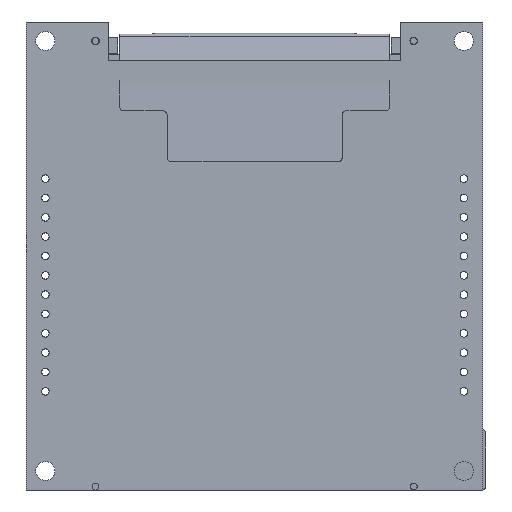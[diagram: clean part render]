
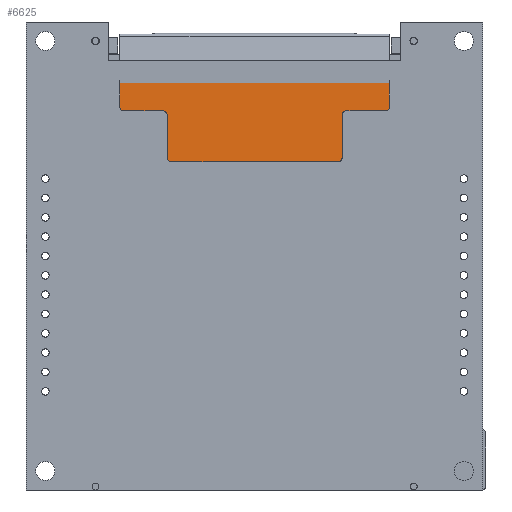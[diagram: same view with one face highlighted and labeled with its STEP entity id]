
A CAD part, front view. The second image highlights one B-rep face of the part: STEP entity #6625.
In plain terms, the highlighted planar face has unit normal (0, -0.999, 0.052).
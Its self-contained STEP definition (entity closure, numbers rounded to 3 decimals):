
#6008=DIRECTION('',(0.,-0.052,-0.999));
#6009=VECTOR('',#6008,4.93);
#6010=CARTESIAN_POINT('',(-17.71,-0.907,25.503));
#6011=LINE('',#6010,#6009);
#6012=CARTESIAN_POINT('',(17.21,-1.191,20.08));
#6013=CARTESIAN_POINT('',(17.377,-1.191,20.08));
#6014=CARTESIAN_POINT('',(17.584,-1.184,20.206));
#6015=CARTESIAN_POINT('',(17.71,-1.173,20.413));
#6016=CARTESIAN_POINT('',(17.71,-1.165,20.58));
#6018=DIRECTION('',(-1.,0.,0.));
#6019=VECTOR('',#6018,5.21);
#6020=CARTESIAN_POINT('',(17.21,-1.191,20.08));
#6021=LINE('',#6020,#6019);
#6022=DIRECTION('',(0.,0.052,0.999));
#6023=VECTOR('',#6022,5.668);
#6024=CARTESIAN_POINT('',(11.5,-1.514,13.92));
#6025=LINE('',#6024,#6023);
#6026=CARTESIAN_POINT('',(11.,-1.54,13.42));
#6027=CARTESIAN_POINT('',(11.167,-1.54,13.42));
#6028=CARTESIAN_POINT('',(11.374,-1.533,13.546));
#6029=CARTESIAN_POINT('',(11.5,-1.523,13.753));
#6030=CARTESIAN_POINT('',(11.5,-1.514,13.92));
#6032=CARTESIAN_POINT('',(-11.5,-1.514,13.92));
#6033=CARTESIAN_POINT('',(-11.5,-1.523,13.753));
#6034=CARTESIAN_POINT('',(-11.374,-1.533,
13.546));
#6035=CARTESIAN_POINT('',(-11.167,-1.54,13.42));
#6036=CARTESIAN_POINT('',(-11.,-1.54,13.42));
#6038=DIRECTION('',(0.,0.052,0.999));
#6039=VECTOR('',#6038,5.668);
#6040=CARTESIAN_POINT('',(-11.5,-1.514,13.92));
#6041=LINE('',#6040,#6039);
#6042=DIRECTION('',(1.,0.,0.));
#6043=VECTOR('',#6042,5.21);
#6044=CARTESIAN_POINT('',(-17.21,-1.191,20.08));
#6045=LINE('',#6044,#6043);
#6046=CARTESIAN_POINT('',(-17.71,-1.165,20.58));
#6047=CARTESIAN_POINT('',(-17.71,-1.173,20.413));
#6048=CARTESIAN_POINT('',(-17.584,-1.184,
20.206));
#6049=CARTESIAN_POINT('',(-17.377,-1.191,20.08));
#6050=CARTESIAN_POINT('',(-17.21,-1.191,20.08));
#6052=DIRECTION('',(1.,0.,0.));
#6053=VECTOR('',#6052,35.42);
#6054=CARTESIAN_POINT('',(-17.71,-0.907,25.503));
#6055=LINE('',#6054,#6053);
#6104=DIRECTION('',(0.,-0.052,-0.999));
#6105=VECTOR('',#6104,4.93);
#6106=CARTESIAN_POINT('',(17.71,-0.907,25.503));
#6107=LINE('',#6106,#6105);
#6401=CARTESIAN_POINT('',(-12.,-1.191,20.08));
#6402=CARTESIAN_POINT('',(-11.833,-1.191,20.08));
#6403=CARTESIAN_POINT('',(-11.626,-1.198,
19.954));
#6404=CARTESIAN_POINT('',(-11.5,-1.208,19.747));
#6405=CARTESIAN_POINT('',(-11.5,-1.217,19.58));
#6423=DIRECTION('',(1.,0.,0.));
#6424=VECTOR('',#6423,22.);
#6425=CARTESIAN_POINT('',(-11.,-1.54,13.42));
#6426=LINE('',#6425,#6424);
#6441=CARTESIAN_POINT('',(11.5,-1.217,19.58));
#6442=CARTESIAN_POINT('',(11.5,-1.208,19.747));
#6443=CARTESIAN_POINT('',(11.626,-1.198,19.954));
#6444=CARTESIAN_POINT('',(11.833,-1.191,20.08));
#6445=CARTESIAN_POINT('',(12.,-1.191,20.08));
#6455=CARTESIAN_POINT('',(-17.71,-0.907,25.503));
#6456=CARTESIAN_POINT('',(17.71,-0.907,25.503));
#6457=VERTEX_POINT('',#6455);
#6458=VERTEX_POINT('',#6456);
#6490=CARTESIAN_POINT('',(12.,-1.191,20.08));
#6492=VERTEX_POINT('',#6490);
#6494=CARTESIAN_POINT('',(11.5,-1.217,19.58));
#6496=VERTEX_POINT('',#6494);
#6498=CARTESIAN_POINT('',(-11.5,-1.217,19.58));
#6500=VERTEX_POINT('',#6498);
#6502=CARTESIAN_POINT('',(-12.,-1.191,20.08));
#6504=VERTEX_POINT('',#6502);
#6523=CARTESIAN_POINT('',(17.21,-1.191,20.08));
#6524=VERTEX_POINT('',#6523);
#6525=VERTEX_POINT('',#6016);
#6526=VERTEX_POINT('',#6026);
#6527=VERTEX_POINT('',#6030);
#6533=CARTESIAN_POINT('',(-11.5,-1.514,13.92));
#6534=VERTEX_POINT('',#6533);
#6535=VERTEX_POINT('',#6036);
#6536=VERTEX_POINT('',#6046);
#6537=VERTEX_POINT('',#6050);
#6592=CARTESIAN_POINT('',(-17.71,-0.907,25.503));
#6593=DIRECTION('',(0.,-0.999,0.052));
#6594=DIRECTION('',(0.,-0.052,-0.999));
#6595=AXIS2_PLACEMENT_3D('',#6592,#6593,#6594);
#6596=PLANE('',#6595);
#6598=ORIENTED_EDGE('',*,*,#6597,.F.);
#6600=ORIENTED_EDGE('',*,*,#6599,.T.);
#6602=ORIENTED_EDGE('',*,*,#6601,.F.);
#6604=ORIENTED_EDGE('',*,*,#6603,.F.);
#6606=ORIENTED_EDGE('',*,*,#6605,.F.);
#6608=ORIENTED_EDGE('',*,*,#6607,.F.);
#6610=ORIENTED_EDGE('',*,*,#6609,.F.);
#6612=ORIENTED_EDGE('',*,*,#6611,.T.);
#6614=ORIENTED_EDGE('',*,*,#6613,.F.);
#6616=ORIENTED_EDGE('',*,*,#6615,.F.);
#6617=ORIENTED_EDGE('',*,*,#6582,.F.);
#6618=ORIENTED_EDGE('',*,*,#6572,.F.);
#6620=ORIENTED_EDGE('',*,*,#6619,.T.);
#6622=ORIENTED_EDGE('',*,*,#6621,.T.);
#6623=EDGE_LOOP('',(#6598,#6600,#6602,#6604,#6606,#6608,#6610,#6612,#6614,#6616,
#6617,#6618,#6620,#6622));
#6624=FACE_OUTER_BOUND('',#6623,.F.);
#6017=B_SPLINE_CURVE_WITH_KNOTS('',3,(#6012,#6013,#6014,#6015,#6016),
.UNSPECIFIED.,.F.,.F.,(4,1,4),(0.,0.5,1.),.UNSPECIFIED.);
#6031=B_SPLINE_CURVE_WITH_KNOTS('',3,(#6026,#6027,#6028,#6029,#6030),
.UNSPECIFIED.,.F.,.F.,(4,1,4),(0.,0.5,1.),.UNSPECIFIED.);
#6037=B_SPLINE_CURVE_WITH_KNOTS('',3,(#6032,#6033,#6034,#6035,#6036),
.UNSPECIFIED.,.F.,.F.,(4,1,4),(0.,0.5,1.),.UNSPECIFIED.);
#6051=B_SPLINE_CURVE_WITH_KNOTS('',3,(#6046,#6047,#6048,#6049,#6050),
.UNSPECIFIED.,.F.,.F.,(4,1,4),(0.,0.5,1.),.UNSPECIFIED.);
#6406=B_SPLINE_CURVE_WITH_KNOTS('',3,(#6401,#6402,#6403,#6404,#6405),
.UNSPECIFIED.,.F.,.F.,(4,1,4),(0.,0.5,1.),.UNSPECIFIED.);
#6446=B_SPLINE_CURVE_WITH_KNOTS('',3,(#6441,#6442,#6443,#6444,#6445),
.UNSPECIFIED.,.F.,.F.,(4,1,4),(0.,0.5,1.),.UNSPECIFIED.);
#6572=EDGE_CURVE('',#6457,#6536,#6011,.T.);
#6582=EDGE_CURVE('',#6536,#6537,#6051,.T.);
#6597=EDGE_CURVE('',#6524,#6525,#6017,.T.);
#6599=EDGE_CURVE('',#6524,#6492,#6021,.T.);
#6601=EDGE_CURVE('',#6496,#6492,#6446,.T.);
#6603=EDGE_CURVE('',#6527,#6496,#6025,.T.);
#6605=EDGE_CURVE('',#6526,#6527,#6031,.T.);
#6607=EDGE_CURVE('',#6535,#6526,#6426,.T.);
#6609=EDGE_CURVE('',#6534,#6535,#6037,.T.);
#6611=EDGE_CURVE('',#6534,#6500,#6041,.T.);
#6613=EDGE_CURVE('',#6504,#6500,#6406,.T.);
#6615=EDGE_CURVE('',#6537,#6504,#6045,.T.);
#6619=EDGE_CURVE('',#6457,#6458,#6055,.T.);
#6621=EDGE_CURVE('',#6458,#6525,#6107,.T.);
#6625=ADVANCED_FACE('',(#6624),#6596,.T.);
